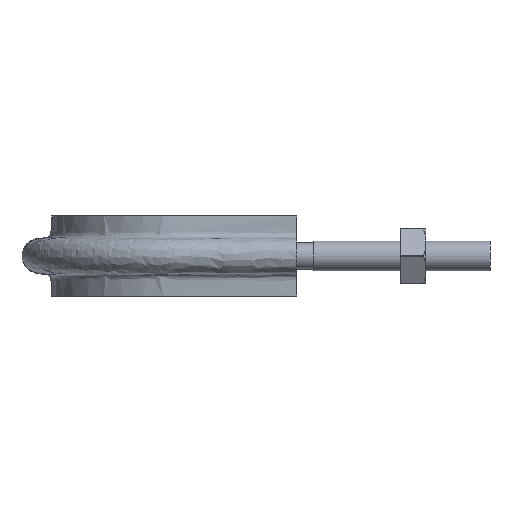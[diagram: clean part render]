
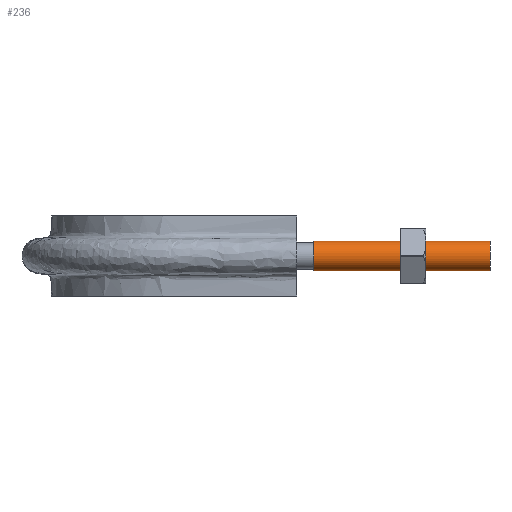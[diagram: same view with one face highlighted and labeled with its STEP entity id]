
A CAD part, left-side view. The second image highlights one B-rep face of the part: STEP entity #236.
In plain terms, the highlighted cylindrical face has radius 4.6 mm (diameter 9.2 mm), a full revolution.
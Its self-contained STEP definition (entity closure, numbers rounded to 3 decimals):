
#236 = ADVANCED_FACE( '', ( #337, #338 ), #339, .T. );
#337 = FACE_OUTER_BOUND( '', #1334, .T. );
#338 = FACE_OUTER_BOUND( '', #1335, .T. );
#339 = CYLINDRICAL_SURFACE( '', #1336, 4.6 );
#1334 = EDGE_LOOP( '', ( #1594 ) );
#1335 = EDGE_LOOP( '', ( #1595 ) );
#1336 = AXIS2_PLACEMENT_3D( '', #1596, #1597, #1598 );
#1594 = ORIENTED_EDGE( '', *, *, #2047, .F. );
#1595 = ORIENTED_EDGE( '', *, *, #2048, .T. );
#1596 = CARTESIAN_POINT( '', ( -44., 55., 0. ) );
#1597 = DIRECTION( '', ( 0., 1., 0. ) );
#1598 = DIRECTION( '', ( 1., 0., 0. ) );
#2047 = EDGE_CURVE( '', #2225, #2225, #2226, .T. );
#2048 = EDGE_CURVE( '', #2227, #2227, #2228, .T. );
#2225 = VERTEX_POINT( '', #2730 );
#2226 = CIRCLE( '', #2731, 4.6 );
#2227 = VERTEX_POINT( '', #2732 );
#2228 = CIRCLE( '', #2733, 4.6 );
#2730 = CARTESIAN_POINT( '', ( -48.6, 55., 0. ) );
#2731 = AXIS2_PLACEMENT_3D( '', #3136, #3137, #3138 );
#2732 = CARTESIAN_POINT( '', ( -48.6, 0., 0. ) );
#2733 = AXIS2_PLACEMENT_3D( '', #3139, #3140, #3141 );
#3136 = CARTESIAN_POINT( '', ( -44., 55., 0. ) );
#3137 = DIRECTION( '', ( 0., 1., 0. ) );
#3138 = DIRECTION( '', ( -1., 0., 0. ) );
#3139 = CARTESIAN_POINT( '', ( -44., 0., 0. ) );
#3140 = DIRECTION( '', ( 0., 1., 0. ) );
#3141 = DIRECTION( '', ( -1., 0., 0. ) );
